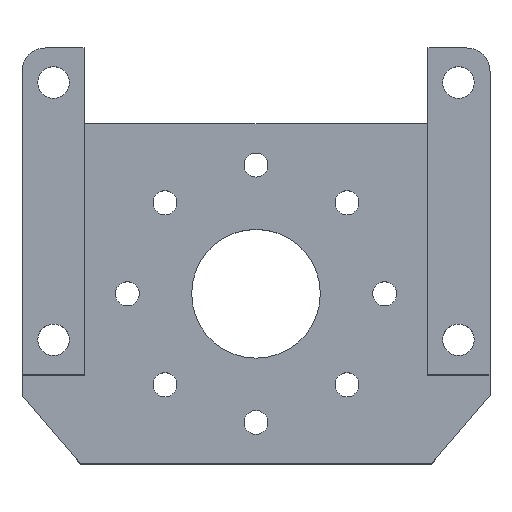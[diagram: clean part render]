
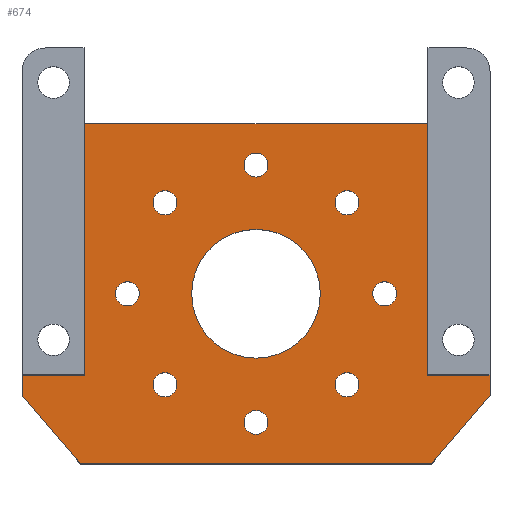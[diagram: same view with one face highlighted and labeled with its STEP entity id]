
A CAD part, top view. The second image highlights one B-rep face of the part: STEP entity #674.
In plain terms, the highlighted planar face has unit normal (0, 0, 1).
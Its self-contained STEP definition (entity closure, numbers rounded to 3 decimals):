
#19=FACE_BOUND('',#124,.T.);
#20=FACE_BOUND('',#125,.T.);
#21=FACE_BOUND('',#126,.T.);
#22=FACE_BOUND('',#127,.T.);
#23=FACE_BOUND('',#128,.T.);
#24=FACE_BOUND('',#129,.T.);
#25=FACE_BOUND('',#130,.T.);
#26=FACE_BOUND('',#131,.T.);
#27=FACE_BOUND('',#132,.T.);
#62=PLANE('',#737);
#84=FACE_OUTER_BOUND('',#123,.T.);
#123=EDGE_LOOP('',(#534,#535,#536,#537,#538,#539,#540,#541,#542,#543,#544,
#545));
#124=EDGE_LOOP('',(#546));
#125=EDGE_LOOP('',(#547));
#126=EDGE_LOOP('',(#548));
#127=EDGE_LOOP('',(#549));
#128=EDGE_LOOP('',(#550));
#129=EDGE_LOOP('',(#551));
#130=EDGE_LOOP('',(#552));
#131=EDGE_LOOP('',(#553));
#132=EDGE_LOOP('',(#554));
#191=LINE('',#998,#247);
#205=LINE('',#1035,#261);
#211=LINE('',#1049,#267);
#215=LINE('',#1057,#271);
#217=LINE('',#1061,#273);
#218=LINE('',#1063,#274);
#219=LINE('',#1064,#275);
#220=LINE('',#1066,#276);
#221=LINE('',#1067,#277);
#222=LINE('',#1069,#278);
#223=LINE('',#1071,#279);
#224=LINE('',#1072,#280);
#247=VECTOR('',#806,10.);
#261=VECTOR('',#834,10.);
#267=VECTOR('',#848,10.);
#271=VECTOR('',#854,10.);
#273=VECTOR('',#858,10.);
#274=VECTOR('',#859,10.);
#275=VECTOR('',#860,10.);
#276=VECTOR('',#861,10.);
#277=VECTOR('',#862,10.);
#278=VECTOR('',#863,10.);
#279=VECTOR('',#864,10.);
#280=VECTOR('',#865,10.);
#303=CIRCLE('',#738,1.025);
#304=CIRCLE('',#739,5.5);
#305=CIRCLE('',#740,1.025);
#306=CIRCLE('',#741,1.025);
#307=CIRCLE('',#742,1.025);
#308=CIRCLE('',#743,1.025);
#309=CIRCLE('',#744,1.025);
#310=CIRCLE('',#745,1.025);
#311=CIRCLE('',#746,1.025);
#334=VERTEX_POINT('',#995);
#335=VERTEX_POINT('',#997);
#350=VERTEX_POINT('',#1032);
#351=VERTEX_POINT('',#1034);
#355=VERTEX_POINT('',#1048);
#357=VERTEX_POINT('',#1054);
#358=VERTEX_POINT('',#1056);
#359=VERTEX_POINT('',#1060);
#360=VERTEX_POINT('',#1062);
#361=VERTEX_POINT('',#1065);
#362=VERTEX_POINT('',#1068);
#363=VERTEX_POINT('',#1070);
#364=VERTEX_POINT('',#1073);
#365=VERTEX_POINT('',#1075);
#366=VERTEX_POINT('',#1077);
#367=VERTEX_POINT('',#1079);
#368=VERTEX_POINT('',#1081);
#369=VERTEX_POINT('',#1083);
#370=VERTEX_POINT('',#1085);
#371=VERTEX_POINT('',#1087);
#372=VERTEX_POINT('',#1089);
#402=EDGE_CURVE('',#335,#334,#191,.T.);
#420=EDGE_CURVE('',#351,#350,#205,.T.);
#427=EDGE_CURVE('',#351,#355,#211,.T.);
#431=EDGE_CURVE('',#358,#357,#215,.T.);
#433=EDGE_CURVE('',#359,#350,#217,.T.);
#434=EDGE_CURVE('',#360,#359,#218,.T.);
#435=EDGE_CURVE('',#335,#360,#219,.T.);
#436=EDGE_CURVE('',#361,#334,#220,.T.);
#437=EDGE_CURVE('',#358,#361,#221,.T.);
#438=EDGE_CURVE('',#357,#362,#222,.T.);
#439=EDGE_CURVE('',#362,#363,#223,.T.);
#440=EDGE_CURVE('',#355,#363,#224,.T.);
#441=EDGE_CURVE('',#364,#364,#303,.T.);
#442=EDGE_CURVE('',#365,#365,#304,.T.);
#443=EDGE_CURVE('',#366,#366,#305,.T.);
#444=EDGE_CURVE('',#367,#367,#306,.T.);
#445=EDGE_CURVE('',#368,#368,#307,.T.);
#446=EDGE_CURVE('',#369,#369,#308,.T.);
#447=EDGE_CURVE('',#370,#370,#309,.T.);
#448=EDGE_CURVE('',#371,#371,#310,.T.);
#449=EDGE_CURVE('',#372,#372,#311,.T.);
#534=ORIENTED_EDGE('',*,*,#420,.T.);
#535=ORIENTED_EDGE('',*,*,#433,.F.);
#536=ORIENTED_EDGE('',*,*,#434,.F.);
#537=ORIENTED_EDGE('',*,*,#435,.F.);
#538=ORIENTED_EDGE('',*,*,#402,.T.);
#539=ORIENTED_EDGE('',*,*,#436,.F.);
#540=ORIENTED_EDGE('',*,*,#437,.F.);
#541=ORIENTED_EDGE('',*,*,#431,.T.);
#542=ORIENTED_EDGE('',*,*,#438,.T.);
#543=ORIENTED_EDGE('',*,*,#439,.T.);
#544=ORIENTED_EDGE('',*,*,#440,.F.);
#545=ORIENTED_EDGE('',*,*,#427,.F.);
#546=ORIENTED_EDGE('',*,*,#441,.T.);
#547=ORIENTED_EDGE('',*,*,#442,.T.);
#548=ORIENTED_EDGE('',*,*,#443,.T.);
#549=ORIENTED_EDGE('',*,*,#444,.T.);
#550=ORIENTED_EDGE('',*,*,#445,.T.);
#551=ORIENTED_EDGE('',*,*,#446,.T.);
#552=ORIENTED_EDGE('',*,*,#447,.T.);
#553=ORIENTED_EDGE('',*,*,#448,.T.);
#554=ORIENTED_EDGE('',*,*,#449,.T.);
#674=ADVANCED_FACE('',(#84,#19,#20,#21,#22,#23,#24,#25,#26,#27),#62,.F.);
#737=AXIS2_PLACEMENT_3D('',#1059,#856,#857);
#738=AXIS2_PLACEMENT_3D('',#1074,#866,#867);
#739=AXIS2_PLACEMENT_3D('',#1076,#868,#869);
#740=AXIS2_PLACEMENT_3D('',#1078,#870,#871);
#741=AXIS2_PLACEMENT_3D('',#1080,#872,#873);
#742=AXIS2_PLACEMENT_3D('',#1082,#874,#875);
#743=AXIS2_PLACEMENT_3D('',#1084,#876,#877);
#744=AXIS2_PLACEMENT_3D('',#1086,#878,#879);
#745=AXIS2_PLACEMENT_3D('',#1088,#880,#881);
#746=AXIS2_PLACEMENT_3D('',#1090,#882,#883);
#806=DIRECTION('',(0.,1.,0.));
#834=DIRECTION('',(0.,-1.,0.));
#848=DIRECTION('',(1.,0.,0.));
#854=DIRECTION('',(-0.707,0.707,0.));
#856=DIRECTION('center_axis',(0.,0.,-1.));
#857=DIRECTION('ref_axis',(-1.,0.,0.));
#858=DIRECTION('',(-0.648,0.762,0.));
#859=DIRECTION('',(-1.,0.,0.));
#860=DIRECTION('',(-0.648,-0.762,0.));
#861=DIRECTION('',(1.,0.,0.));
#862=DIRECTION('',(0.,-1.,0.));
#863=DIRECTION('',(-1.,0.,0.));
#864=DIRECTION('',(-0.707,-0.707,0.));
#865=DIRECTION('',(0.,1.,0.));
#866=DIRECTION('center_axis',(0.,0.,-1.));
#867=DIRECTION('ref_axis',(1.,0.,0.));
#868=DIRECTION('center_axis',(0.,0.,-1.));
#869=DIRECTION('ref_axis',(1.,0.,0.));
#870=DIRECTION('center_axis',(0.,0.,-1.));
#871=DIRECTION('ref_axis',(1.,0.,0.));
#872=DIRECTION('center_axis',(0.,0.,-1.));
#873=DIRECTION('ref_axis',(1.,0.,0.));
#874=DIRECTION('center_axis',(0.,0.,-1.));
#875=DIRECTION('ref_axis',(1.,0.,0.));
#876=DIRECTION('center_axis',(0.,0.,-1.));
#877=DIRECTION('ref_axis',(1.,0.,0.));
#878=DIRECTION('center_axis',(0.,0.,-1.));
#879=DIRECTION('ref_axis',(1.,0.,0.));
#880=DIRECTION('center_axis',(0.,0.,-1.));
#881=DIRECTION('ref_axis',(1.,0.,0.));
#882=DIRECTION('center_axis',(0.,0.,-1.));
#883=DIRECTION('ref_axis',(1.,0.,0.));
#995=CARTESIAN_POINT('',(20.,-43.,-40.3));
#997=CARTESIAN_POINT('',(20.,-44.718,-40.3));
#998=CARTESIAN_POINT('',(20.,-30.925,-40.3));
#1032=CARTESIAN_POINT('',(-20.,-44.718,-40.3));
#1034=CARTESIAN_POINT('',(-20.,-43.,-40.3));
#1035=CARTESIAN_POINT('',(-20.,-30.925,-40.3));
#1048=CARTESIAN_POINT('',(-14.7,-43.,-40.3));
#1049=CARTESIAN_POINT('',(-20.1,-43.,-40.3));
#1054=CARTESIAN_POINT('',(14.55,-21.5,-40.3));
#1056=CARTESIAN_POINT('',(14.7,-21.65,-40.3));
#1057=CARTESIAN_POINT('',(12.794,-19.744,-40.3));
#1059=CARTESIAN_POINT('Origin',(0.,-29.025,-40.3));
#1060=CARTESIAN_POINT('',(-15.,-50.6,-40.3));
#1061=CARTESIAN_POINT('',(-12.792,-53.198,-40.3));
#1062=CARTESIAN_POINT('',(15.,-50.6,-40.3));
#1063=CARTESIAN_POINT('',(7.5,-50.6,-40.3));
#1064=CARTESIAN_POINT('',(15.342,-50.198,-40.3));
#1065=CARTESIAN_POINT('',(14.7,-43.,-40.3));
#1066=CARTESIAN_POINT('',(-20.1,-43.,-40.3));
#1067=CARTESIAN_POINT('',(14.7,-43.,-40.3));
#1068=CARTESIAN_POINT('',(-14.55,-21.5,-40.3));
#1069=CARTESIAN_POINT('',(-7.275,-21.5,-40.3));
#1070=CARTESIAN_POINT('',(-14.7,-21.65,-40.3));
#1071=CARTESIAN_POINT('',(-15.569,-22.519,-40.3));
#1072=CARTESIAN_POINT('',(-14.7,-15.05,-40.3));
#1073=CARTESIAN_POINT('',(6.753,-43.828,-40.3));
#1074=CARTESIAN_POINT('Origin',(7.778,-43.828,-40.3));
#1075=CARTESIAN_POINT('',(-5.5,-36.05,-40.3));
#1076=CARTESIAN_POINT('Origin',(0.,-36.05,-40.3));
#1077=CARTESIAN_POINT('',(9.975,-36.05,-40.3));
#1078=CARTESIAN_POINT('Origin',(11.,-36.05,-40.3));
#1079=CARTESIAN_POINT('',(-1.025,-25.05,-40.3));
#1080=CARTESIAN_POINT('Origin',(0.,-25.05,-40.3));
#1081=CARTESIAN_POINT('',(-12.025,-36.05,-40.3));
#1082=CARTESIAN_POINT('Origin',(-11.,-36.05,-40.3));
#1083=CARTESIAN_POINT('',(-1.025,-47.05,-40.3));
#1084=CARTESIAN_POINT('Origin',(0.,-47.05,-40.3));
#1085=CARTESIAN_POINT('',(-8.803,-43.828,-40.3));
#1086=CARTESIAN_POINT('Origin',(-7.778,-43.828,-40.3));
#1087=CARTESIAN_POINT('',(-8.803,-28.272,-40.3));
#1088=CARTESIAN_POINT('Origin',(-7.778,-28.272,-40.3));
#1089=CARTESIAN_POINT('',(6.753,-28.272,-40.3));
#1090=CARTESIAN_POINT('Origin',(7.778,-28.272,-40.3));
